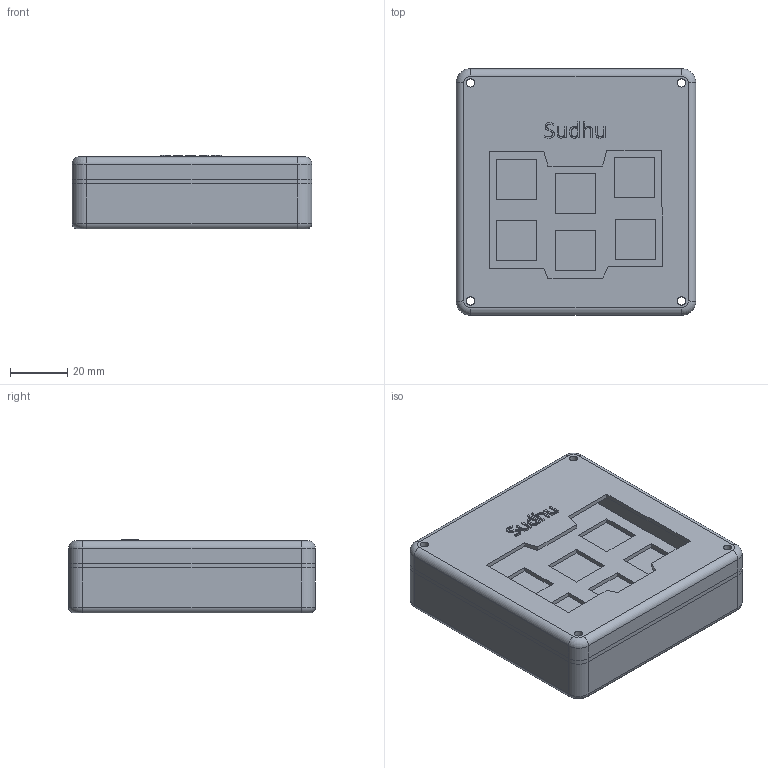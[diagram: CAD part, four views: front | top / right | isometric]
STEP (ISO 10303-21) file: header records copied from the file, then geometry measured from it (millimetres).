
FILE_DESCRIPTION(/* description */ ('STEP AP242','CAx-IF Rec.Pracs.---Representation and Presentation of Product Manufacturing Information (PMI)---4.0---2014-10-13','CAx-IF Rec.Pracs.---3D Tessellated Geometry---0.4---2014-09-14','2;1'),/* implementation_level */ '2;1');
FILE_NAME(/* name */ '6719e4619ce958362f7a1ae0',/* time_stamp */ '2024-10-24T06:08:34Z',/* author */ (''),/* organization */ (''),/* preprocessor_version */ 'ST-DEVELOPER v20',/* originating_system */ ' ',/* authorisation */ ' ');
FILE_SCHEMA (('AP242_MANAGED_MODEL_BASED_3D_ENGINEERING_MIM_LF { 1 0 10303 442 1 1 4 }'));
Length unit declared in the file: metre
Products named in the file (4): Part 4; Part 1; Part 2; Part 3
Bounding box: 83.5 x 86 x 25.69 mm (x, y, z)
Volume: 97479.3 mm3; surface area: 59015.8 mm2
Topology: 4 solids, 4 shells, 244 faces, 653 edges, 430 vertices
Faces by surface type: plane 130, bspline 56, cylinder 50, torus 8
Full cylindrical faces by diameter (mm): 2.9 x12, 5.8 x4
Entity records: 7861 total; most frequent: CARTESIAN_POINT 1931, ORIENTED_EDGE 1274, DIRECTION 1017, EDGE_CURVE 637, VERTEX_POINT 430, LINE 417, VECTOR 417, EDGE_LOOP 313
